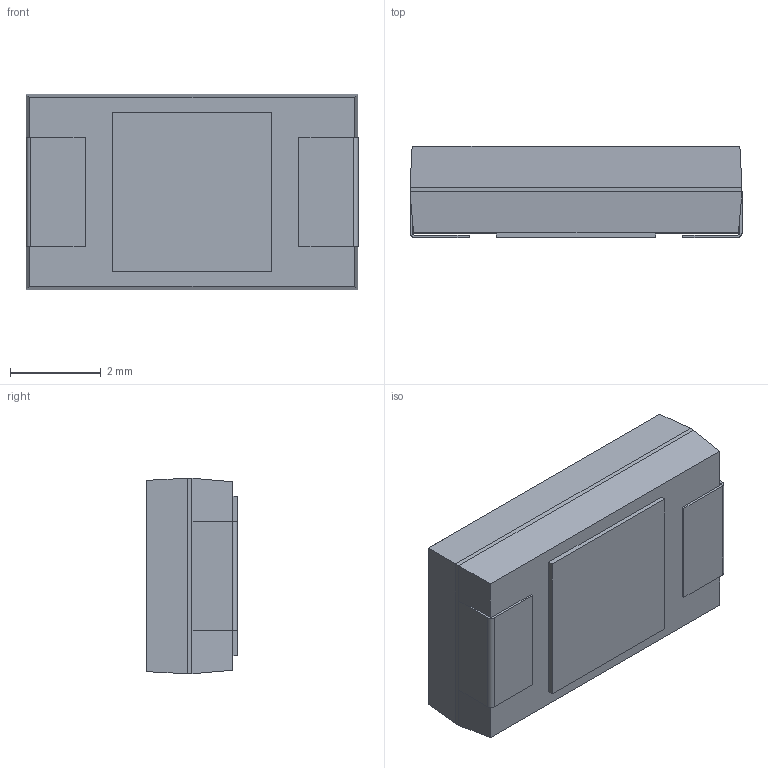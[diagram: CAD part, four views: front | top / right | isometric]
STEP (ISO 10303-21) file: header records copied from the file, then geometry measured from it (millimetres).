
FILE_DESCRIPTION (( 'STEP AP214' ), '1' );
FILE_NAME ('E71FCA4F-6EFA-4BEE-B62A-A310A968A1AF.STEP', '2025-06-30T09:38:33', ( '' ), ( '' ), 'SwSTEP 2.0', 'SolidWorks 2022', '' );
FILE_SCHEMA (( 'AUTOMOTIVE_DESIGN' ));
Length unit declared in the file: millimetre
Products named in the file (1): E71FCA4F-6EFA-4BEE-B62A-A310A968A1AF
Bounding box: 7.3 x 2 x 4.3 mm (x, y, z)
Volume: 60.1 mm3; surface area: 127.4 mm2
Topology: 3 solids, 3 shells, 140 faces, 366 edges, 240 vertices
Faces by surface type: plane 74, bspline 62, cylinder 4
Entity records: 6166 total; most frequent: CARTESIAN_POINT 1553, ORIENTED_EDGE 732, DIRECTION 408, EDGE_CURVE 366, VERTEX_POINT 240, LINE 234, VECTOR 234, EDGE_LOOP 148
